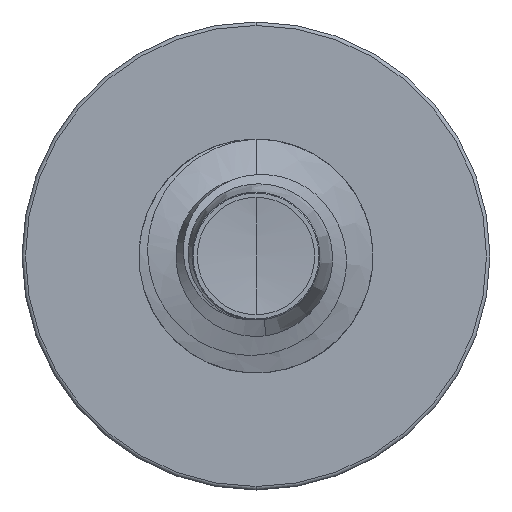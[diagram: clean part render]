
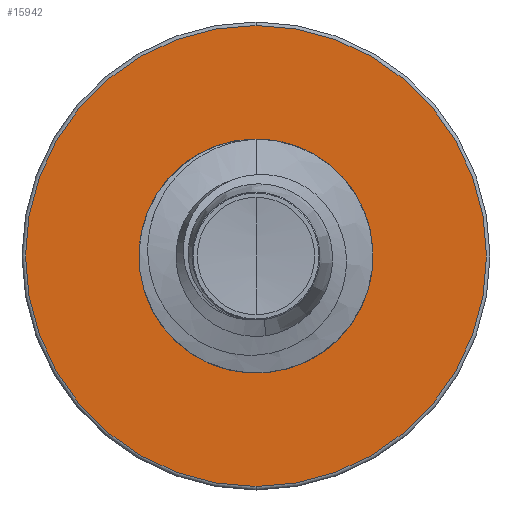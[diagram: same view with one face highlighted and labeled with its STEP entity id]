
A CAD part, front view. The second image highlights one B-rep face of the part: STEP entity #15942.
In plain terms, the highlighted planar face has unit normal (0, -1, 0).
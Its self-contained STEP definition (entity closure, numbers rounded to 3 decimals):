
#96 = DIRECTION ( 'NONE',  ( 0., 1., 0. ) ) ;
#759 = EDGE_LOOP ( 'NONE', ( #13046, #1760 ) ) ;
#1172 = EDGE_LOOP ( 'NONE', ( #9905, #18346 ) ) ;
#1747 = PLANE ( 'NONE',  #5750 ) ;
#1760 = ORIENTED_EDGE ( 'NONE', *, *, #16215, .T. ) ;
#1991 = CIRCLE ( 'NONE', #14938, 3.94 ) ;
#3048 = VERTEX_POINT ( 'NONE', #9503 ) ;
#5075 = FACE_OUTER_BOUND ( 'NONE', #1172, .T. ) ;
#5091 = CARTESIAN_POINT ( 'NONE',  ( 0., 10., 1.989 ) ) ;
#5388 = AXIS2_PLACEMENT_3D ( 'NONE', #5987, #15943, #7866 ) ;
#5750 = AXIS2_PLACEMENT_3D ( 'NONE', #15959, #17729, #11110 ) ;
#5864 = AXIS2_PLACEMENT_3D ( 'NONE', #7889, #16876, #9572 ) ;
#5987 = CARTESIAN_POINT ( 'NONE',  ( 0., 10., 0. ) ) ;
#6017 = CARTESIAN_POINT ( 'NONE',  ( 0., 10., -3.94 ) ) ;
#6719 = AXIS2_PLACEMENT_3D ( 'NONE', #11039, #18493, #12494 ) ;
#7199 = CIRCLE ( 'NONE', #5388, 1.989 ) ;
#7866 = DIRECTION ( 'NONE',  ( 0., 0., 1. ) ) ;
#7889 = CARTESIAN_POINT ( 'NONE',  ( 0., 10., 0. ) ) ;
#9503 = CARTESIAN_POINT ( 'NONE',  ( 0., 10., -1.989 ) ) ;
#9572 = DIRECTION ( 'NONE',  ( 0., 0., 1. ) ) ;
#9905 = ORIENTED_EDGE ( 'NONE', *, *, #15492, .F. ) ;
#11039 = CARTESIAN_POINT ( 'NONE',  ( 0., 10., 0. ) ) ;
#11110 = DIRECTION ( 'NONE',  ( 0., 0., 1. ) ) ;
#11398 = CARTESIAN_POINT ( 'NONE',  ( 0., 10., 0. ) ) ;
#12494 = DIRECTION ( 'NONE',  ( 0., 0., 1. ) ) ;
#12837 = DIRECTION ( 'NONE',  ( 0., 0., 1. ) ) ;
#13046 = ORIENTED_EDGE ( 'NONE', *, *, #15937, .T. ) ;
#14523 = CIRCLE ( 'NONE', #6719, 3.94 ) ;
#14686 = VERTEX_POINT ( 'NONE', #5091 ) ;
#14938 = AXIS2_PLACEMENT_3D ( 'NONE', #11398, #96, #12837 ) ;
#15466 = VERTEX_POINT ( 'NONE', #15770 ) ;
#15492 = EDGE_CURVE ( 'NONE', #15466, #15946, #14523, .T. ) ;
#15770 = CARTESIAN_POINT ( 'NONE',  ( 0., 10., 3.94 ) ) ;
#15937 = EDGE_CURVE ( 'NONE', #14686, #3048, #16428, .T. ) ;
#15942 = ADVANCED_FACE ( 'NONE', ( #5075, #18406 ), #1747, .F. ) ;
#15943 = DIRECTION ( 'NONE',  ( 0., 1., 0. ) ) ;
#15946 = VERTEX_POINT ( 'NONE', #6017 ) ;
#15959 = CARTESIAN_POINT ( 'NONE',  ( 0., 10., -1.989 ) ) ;
#16215 = EDGE_CURVE ( 'NONE', #3048, #14686, #7199, .T. ) ;
#16428 = CIRCLE ( 'NONE', #5864, 1.989 ) ;
#16606 = EDGE_CURVE ( 'NONE', #15946, #15466, #1991, .T. ) ;
#16876 = DIRECTION ( 'NONE',  ( 0., 1., 0. ) ) ;
#17729 = DIRECTION ( 'NONE',  ( 0., 1., 0. ) ) ;
#18346 = ORIENTED_EDGE ( 'NONE', *, *, #16606, .F. ) ;
#18406 = FACE_BOUND ( 'NONE', #759, .T. ) ;
#18493 = DIRECTION ( 'NONE',  ( 0., 1., 0. ) ) ;
